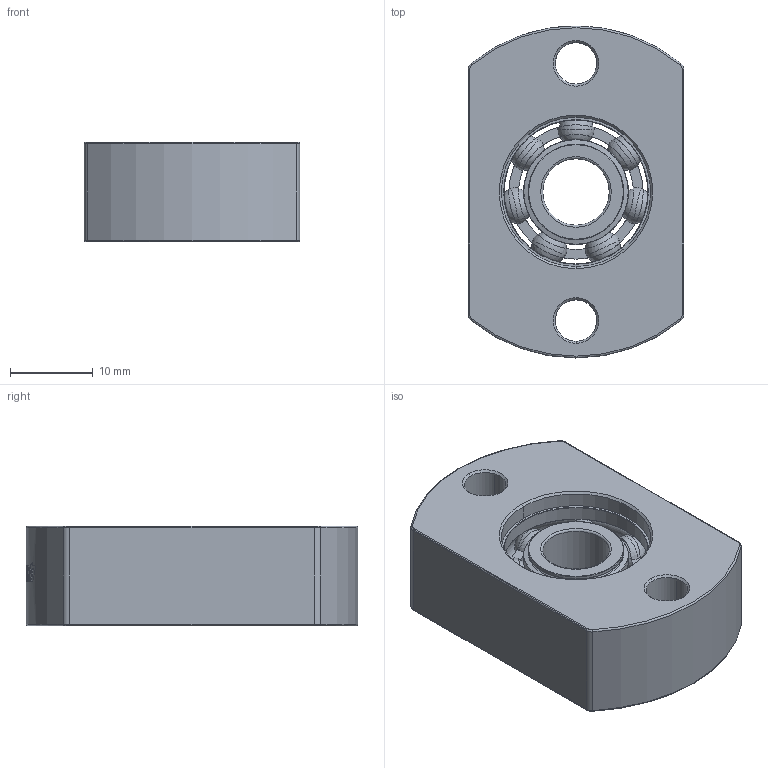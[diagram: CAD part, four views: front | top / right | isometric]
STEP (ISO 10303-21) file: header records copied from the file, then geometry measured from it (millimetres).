
FILE_DESCRIPTION(('STEP AP214'),'1');
FILE_NAME('BHCBR608ZZ.step','2020-04-15T13:11:10',(' '),(' '),'Spatial InterOp 3D',' ',' ');
FILE_SCHEMA(('automotive_design'));
Length unit declared in the file: millimetre
Products named in the file (4): 1; 2; 3; 4
Bounding box: 26 x 40 x 12 mm (x, y, z)
Volume: 8422.5 mm3; surface area: 6555.5 mm2
Topology: 4 solids, 4 shells, 242 faces, 700 edges, 455 vertices
Faces by surface type: cylinder 77, plane 69, sphere 42, torus 39, cone 15
Full cylindrical faces by diameter (mm): 8 x1, 11.5 x2, 12.667 x2, 17.333 x1
Entity records: 11468 total; most frequent: CARTESIAN_POINT 3041, DIRECTION 1461, ORIENTED_EDGE 1304, AXIS2_PLACEMENT_3D 665, EDGE_CURVE 652, VERTEX_POINT 455, CIRCLE 367, EDGE_LOOP 295
